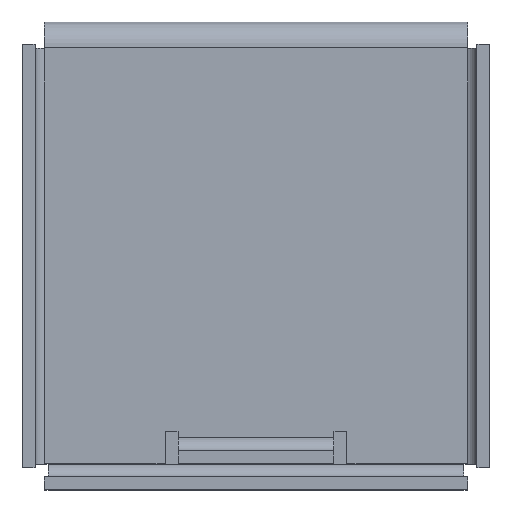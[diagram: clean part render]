
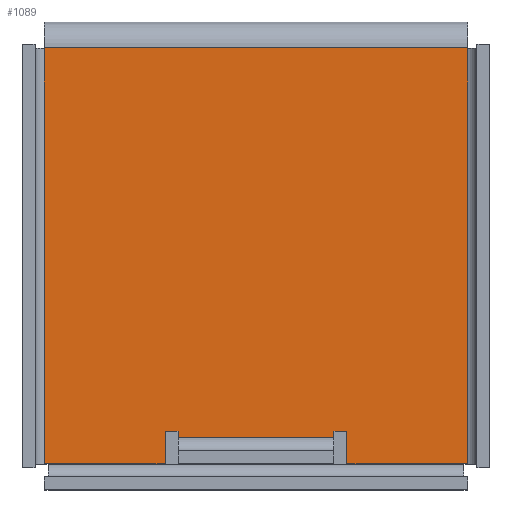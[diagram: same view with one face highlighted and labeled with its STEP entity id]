
A CAD part, top view. The second image highlights one B-rep face of the part: STEP entity #1089.
In plain terms, the highlighted planar face has unit normal (0, 0, 1).
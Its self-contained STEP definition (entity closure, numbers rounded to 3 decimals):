
#33=PLANE('',#1178);
#93=FACE_OUTER_BOUND('',#163,.T.);
#163=EDGE_LOOP('',(#821,#822,#823,#824,#825,#826,#827,#828,#829,#830,#831,
#832));
#256=LINE('',#1620,#388);
#259=LINE('',#1627,#391);
#260=LINE('',#1631,#392);
#264=LINE('',#1638,#396);
#274=LINE('',#1659,#406);
#277=LINE('',#1664,#409);
#279=LINE('',#1667,#411);
#280=LINE('',#1670,#412);
#281=LINE('',#1672,#413);
#282=LINE('',#1674,#414);
#283=LINE('',#1676,#415);
#284=LINE('',#1677,#416);
#388=VECTOR('',#1296,10.);
#391=VECTOR('',#1303,10.);
#392=VECTOR('',#1306,10.);
#396=VECTOR('',#1312,10.);
#406=VECTOR('',#1326,10.);
#409=VECTOR('',#1331,10.);
#411=VECTOR('',#1335,10.);
#412=VECTOR('',#1338,10.);
#413=VECTOR('',#1339,10.);
#414=VECTOR('',#1340,10.);
#415=VECTOR('',#1341,3.6);
#416=VECTOR('',#1342,10.);
#514=VERTEX_POINT('',#1606);
#515=VERTEX_POINT('',#1610);
#518=VERTEX_POINT('',#1625);
#519=VERTEX_POINT('',#1629);
#520=VERTEX_POINT('',#1630);
#530=VERTEX_POINT('',#1657);
#531=VERTEX_POINT('',#1658);
#532=VERTEX_POINT('',#1663);
#533=VERTEX_POINT('',#1669);
#534=VERTEX_POINT('',#1671);
#535=VERTEX_POINT('',#1673);
#536=VERTEX_POINT('',#1675);
#612=EDGE_CURVE('',#514,#515,#256,.T.);
#615=EDGE_CURVE('',#515,#518,#259,.T.);
#616=EDGE_CURVE('',#519,#520,#260,.T.);
#620=EDGE_CURVE('',#518,#519,#264,.T.);
#630=EDGE_CURVE('',#530,#531,#274,.T.);
#633=EDGE_CURVE('',#532,#514,#277,.T.);
#635=EDGE_CURVE('',#531,#532,#279,.T.);
#636=EDGE_CURVE('',#520,#533,#280,.T.);
#637=EDGE_CURVE('',#533,#534,#281,.T.);
#638=EDGE_CURVE('',#534,#535,#282,.T.);
#639=EDGE_CURVE('',#535,#536,#283,.T.);
#640=EDGE_CURVE('',#536,#530,#284,.T.);
#821=ORIENTED_EDGE('',*,*,#616,.T.);
#822=ORIENTED_EDGE('',*,*,#636,.T.);
#823=ORIENTED_EDGE('',*,*,#637,.T.);
#824=ORIENTED_EDGE('',*,*,#638,.T.);
#825=ORIENTED_EDGE('',*,*,#639,.T.);
#826=ORIENTED_EDGE('',*,*,#640,.T.);
#827=ORIENTED_EDGE('',*,*,#630,.T.);
#828=ORIENTED_EDGE('',*,*,#635,.T.);
#829=ORIENTED_EDGE('',*,*,#633,.T.);
#830=ORIENTED_EDGE('',*,*,#612,.T.);
#831=ORIENTED_EDGE('',*,*,#615,.T.);
#832=ORIENTED_EDGE('',*,*,#620,.T.);
#1089=ADVANCED_FACE('',(#93),#33,.T.);
#1178=AXIS2_PLACEMENT_3D('',#1668,#1336,#1337);
#1296=DIRECTION('',(1.,0.,0.));
#1303=DIRECTION('',(0.,1.,0.));
#1306=DIRECTION('',(0.,-1.,0.));
#1312=DIRECTION('',(1.,0.,0.));
#1326=DIRECTION('',(0.,1.,0.));
#1331=DIRECTION('',(0.,-1.,0.));
#1335=DIRECTION('',(1.,0.,0.));
#1336=DIRECTION('center_axis',(0.,0.,1.));
#1337=DIRECTION('ref_axis',(0.,-1.,0.));
#1338=DIRECTION('',(1.,0.,0.));
#1339=DIRECTION('',(0.,1.,0.));
#1340=DIRECTION('',(-1.,0.,0.));
#1341=DIRECTION('',(0.,-1.,0.));
#1342=DIRECTION('',(1.,0.,0.));
#1606=CARTESIAN_POINT('',(-55.,-75.,40.));
#1610=CARTESIAN_POINT('',(-25.,-75.,40.));
#1620=CARTESIAN_POINT('',(-47.5,-75.,40.));
#1625=CARTESIAN_POINT('',(-25.,-73.75,40.));
#1627=CARTESIAN_POINT('',(-25.,-58.586,40.));
#1629=CARTESIAN_POINT('',(-22.5,-73.75,40.));
#1630=CARTESIAN_POINT('',(-22.5,-80.,40.));
#1631=CARTESIAN_POINT('',(-22.5,-55.461,40.));
#1638=CARTESIAN_POINT('',(-32.5,-73.75,40.));
#1657=CARTESIAN_POINT('',(-57.5,-80.,40.));
#1658=CARTESIAN_POINT('',(-57.5,-73.75,40.));
#1659=CARTESIAN_POINT('',(-57.5,-58.586,40.));
#1663=CARTESIAN_POINT('',(-55.,-73.75,40.));
#1664=CARTESIAN_POINT('',(-55.,-55.461,40.));
#1667=CARTESIAN_POINT('',(-48.75,-73.75,40.));
#1668=CARTESIAN_POINT('Origin',(-40.,-37.173,40.));
#1669=CARTESIAN_POINT('',(0.732,-80.,40.));
#1670=CARTESIAN_POINT('',(0.732,-80.,40.));
#1671=CARTESIAN_POINT('',(0.732,0.,40.));
#1672=CARTESIAN_POINT('',(0.732,0.,40.));
#1673=CARTESIAN_POINT('',(-80.732,0.,40.));
#1674=CARTESIAN_POINT('',(-40.,0.,40.));
#1675=CARTESIAN_POINT('',(-80.732,-80.,40.));
#1676=CARTESIAN_POINT('',(-80.732,11.31,40.));
#1677=CARTESIAN_POINT('',(0.732,-80.,40.));
